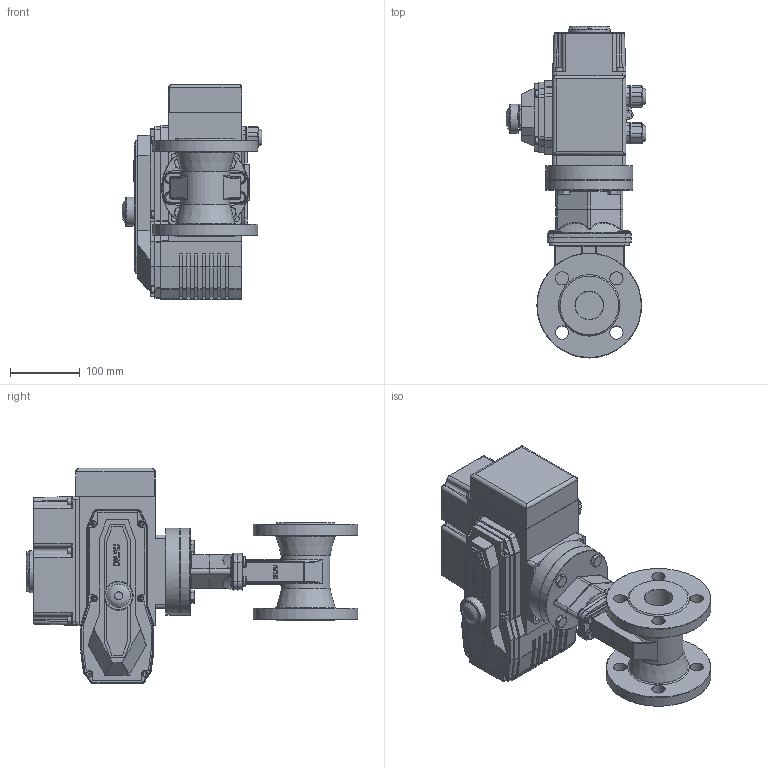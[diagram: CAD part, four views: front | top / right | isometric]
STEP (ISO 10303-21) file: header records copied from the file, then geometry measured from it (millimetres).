
FILE_DESCRIPTION(/* description */ (''),/* implementation_level */ '2;1');
FILE_NAME(/* name */ 'DN40_3D_STEP.stp',/* time_stamp */ '2025-02-07T12:03:35+03:00',/* author */ ('igorr'),/* organization */ (''),/* preprocessor_version */ 'ST-DEVELOPER v20',/* originating_system */ 'Autodesk Inventor 2025',/* authorisation */ '');
FILE_SCHEMA (('AUTOMOTIVE_DESIGN { 1 0 10303 214 3 1 1 }'));
Length unit declared in the file: millimetre
Products named in the file (11): Сборка; Сборка_Чертежная; Деталь1; Rivet GB/T 1015-1986-6 X 12; Сборка_1; Деталь; AS 1420 - 1973 - M3 x 6; AS 1420 - 1973 - M6 x 16; AS 1420 - 1973 - M5 x 16; Деталь3; AS 1110 - M10 x 16
Assembly tree (29 placements, depth 3):
  Сборка
    Сборка_Чертежная
      Деталь1
      Rivet GB/T 1015-1986-6 X 12  x4
    Сборка_1
      Деталь
      AS 1420 - 1973 - M3 x 6  x4
      AS 1420 - 1973 - M6 x 16  x6
      AS 1420 - 1973 - M5 x 16  x6
      Деталь3
    AS 1110 - M10 x 16  x4
Bounding box: 200 x 475 x 308 mm (x, y, z)
Volume: 7407617.1 mm3; surface area: 548451 mm2
Topology: 29 solids, 34 shells, 1498 faces, 3768 edges, 2399 vertices
Faces by surface type: plane 747, cylinder 417, bspline 127, torus 114, cone 85, sphere 8
Full cylindrical faces by diameter (mm): 3 x4, 4.66 x4, 5 x6, 5.5 x4, 6 x10, 7 x4, 8 x8, 8.5 x6, 9 x4, 10 x12, 10.62 x4, 12 x4, 13.606 x2, 16 x4, 18 x1, 19 x8, 27.184 x2, 30 x1, 32 x1, 40 x2, 41.63 x1, 41.932 x1, 44 x1, 48.957 x1, 60 x2, 70 x2, 125 x2, 150 x2
Entity records: 42695 total; most frequent: CARTESIAN_POINT 12010, ORIENTED_EDGE 6126, DIRECTION 6026, EDGE_CURVE 3063, AXIS2_PLACEMENT_3D 2141, VERTEX_POINT 1955, LINE 1744, VECTOR 1744
